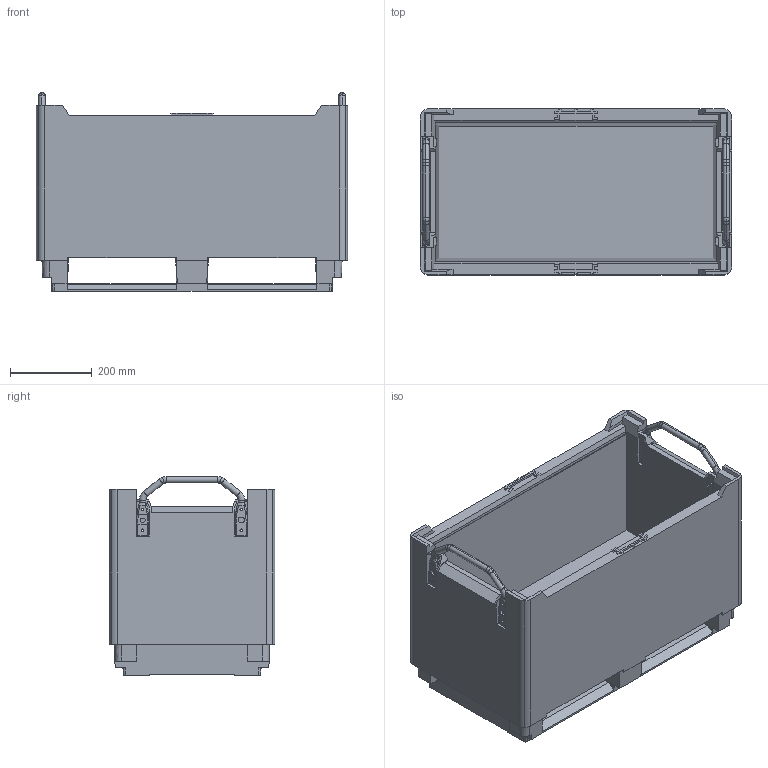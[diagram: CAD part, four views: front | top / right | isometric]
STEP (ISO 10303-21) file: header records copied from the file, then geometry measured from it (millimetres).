
FILE_DESCRIPTION((''),'2;1');
FILE_NAME('87762WSM_ASM','2025-06-20T15:12:41',('SYSTEM'),(''),'CREO PARAMETRIC BY PTC INC, 2023294','CREO PARAMETRIC BY PTC INC, 2023294','');
FILE_SCHEMA(('CONFIG_CONTROL_DESIGN'));
Length unit declared in the file: inch
Products named in the file (9): 110382_PRT_1; 110383_A_1_ASM_1_ASM; 110383_1_ASM_1_ASM; LIFT_BAR_HORIZONTAL_MEMBER_AF0_; WIRE_LIFT_BAR_CONCEPT_1_DEF_AF0; WIRE_LIFT_BAR_CONCEPT_2_DEF_AF0; 87772_ASM_1_ASM; 110383_ASM_1_ASM; 87762WSM_ASM
Assembly tree (9 placements, depth 5):
  87762WSM_ASM
    110383_ASM_1_ASM
      110383_1_ASM_1_ASM
        110383_A_1_ASM_1_ASM
          110382_PRT_1
      87772_ASM_1_ASM  x2
        LIFT_BAR_HORIZONTAL_MEMBER_AF0_
        WIRE_LIFT_BAR_CONCEPT_1_DEF_AF0
        WIRE_LIFT_BAR_CONCEPT_2_DEF_AF0
Bounding box: 762 x 406.4 x 487.36 mm (x, y, z)
Volume: 44836814 mm3; surface area: 2430684.1 mm2
Topology: 7 solids, 7 shells, 422 faces, 1218 edges, 802 vertices
Faces by surface type: plane 292, cylinder 86, torus 24, extrusion 8, bspline 8, cone 4
Entity records: 12746 total; most frequent: CARTESIAN_POINT 3017, ORIENTED_EDGE 2074, DIRECTION 1878, EDGE_CURVE 1037, VECTOR 836, LINE 832, VERTEX_POINT 681, AXIS2_PLACEMENT_3D 521
